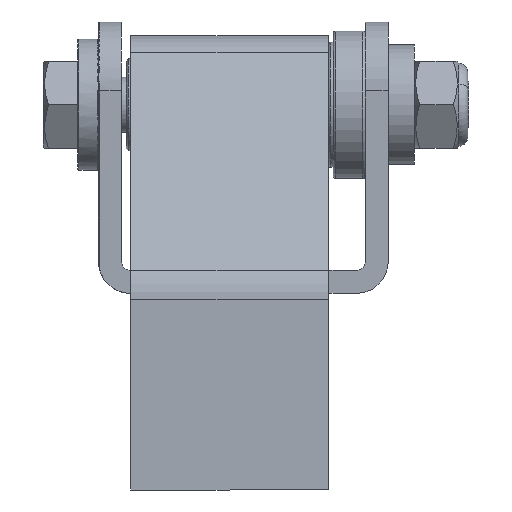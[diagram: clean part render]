
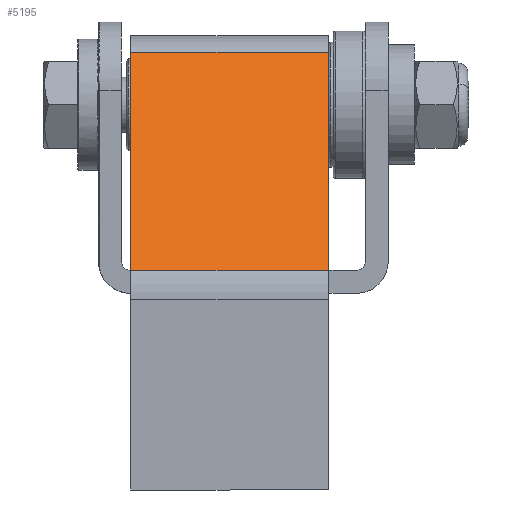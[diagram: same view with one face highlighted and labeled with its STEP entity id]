
A CAD part, left-side view. The second image highlights one B-rep face of the part: STEP entity #5195.
In plain terms, the highlighted face is planar.
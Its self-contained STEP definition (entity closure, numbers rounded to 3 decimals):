
#320 = VECTOR ( 'NONE', #12640, 1000. ) ;
#1482 = DIRECTION ( 'NONE',  ( 0., 1., 0. ) ) ;
#1759 = CARTESIAN_POINT ( 'NONE',  ( -87.668, 43., 35.964 ) ) ;
#2775 = VERTEX_POINT ( 'NONE', #15026 ) ;
#3455 = CARTESIAN_POINT ( 'NONE',  ( -87.668, 43., 35.964 ) ) ;
#4595 = CARTESIAN_POINT ( 'NONE',  ( -45., 0., -15. ) ) ;
#4821 = LINE ( 'NONE', #3455, #16067 ) ;
#5195 = ADVANCED_FACE ( 'NONE', ( #20028 ), #14807, .F. ) ;
#5421 = ORIENTED_EDGE ( 'NONE', *, *, #24831, .T. ) ;
#5907 = EDGE_CURVE ( 'NONE', #2775, #22036, #13730, .T. ) ;
#6538 = CARTESIAN_POINT ( 'NONE',  ( -87.668, 0., 35.964 ) ) ;
#6956 = CARTESIAN_POINT ( 'NONE',  ( -47.998, 43., -11.419 ) ) ;
#10209 = EDGE_CURVE ( 'NONE', #22036, #25012, #4821, .T. ) ;
#10583 = DIRECTION ( 'NONE',  ( 0.767, 0., 0.642 ) ) ;
#12640 = DIRECTION ( 'NONE',  ( -0.642, 0., 0.767 ) ) ;
#13730 = LINE ( 'NONE', #4595, #320 ) ;
#13842 = ORIENTED_EDGE ( 'NONE', *, *, #18965, .F. ) ;
#13865 = VECTOR ( 'NONE', #15520, 1000. ) ;
#14496 = LINE ( 'NONE', #21582, #13865 ) ;
#14807 = PLANE ( 'NONE',  #17840 ) ;
#15026 = CARTESIAN_POINT ( 'NONE',  ( -47.998, 0., -11.419 ) ) ;
#15520 = DIRECTION ( 'NONE',  ( 0., -1., 0. ) ) ;
#16067 = VECTOR ( 'NONE', #1482, 1000. ) ;
#16173 = VERTEX_POINT ( 'NONE', #6956 ) ;
#16703 = CARTESIAN_POINT ( 'NONE',  ( -45., 43., -15. ) ) ;
#17767 = EDGE_LOOP ( 'NONE', ( #13842, #5421, #23250, #24838 ) ) ;
#17840 = AXIS2_PLACEMENT_3D ( 'NONE', #16703, #10583, #24663 ) ;
#18965 = EDGE_CURVE ( 'NONE', #16173, #25012, #23596, .T. ) ;
#19155 = VECTOR ( 'NONE', #23680, 1000. ) ;
#20028 = FACE_OUTER_BOUND ( 'NONE', #17767, .T. ) ;
#21582 = CARTESIAN_POINT ( 'NONE',  ( -47.998, 43., -11.419 ) ) ;
#22036 = VERTEX_POINT ( 'NONE', #6538 ) ;
#23250 = ORIENTED_EDGE ( 'NONE', *, *, #5907, .T. ) ;
#23596 = LINE ( 'NONE', #25807, #19155 ) ;
#23680 = DIRECTION ( 'NONE',  ( -0.642, 0., 0.767 ) ) ;
#24663 = DIRECTION ( 'NONE',  ( 0.642, 0., -0.767 ) ) ;
#24831 = EDGE_CURVE ( 'NONE', #16173, #2775, #14496, .T. ) ;
#24838 = ORIENTED_EDGE ( 'NONE', *, *, #10209, .T. ) ;
#25012 = VERTEX_POINT ( 'NONE', #1759 ) ;
#25807 = CARTESIAN_POINT ( 'NONE',  ( -45., 43., -15. ) ) ;
